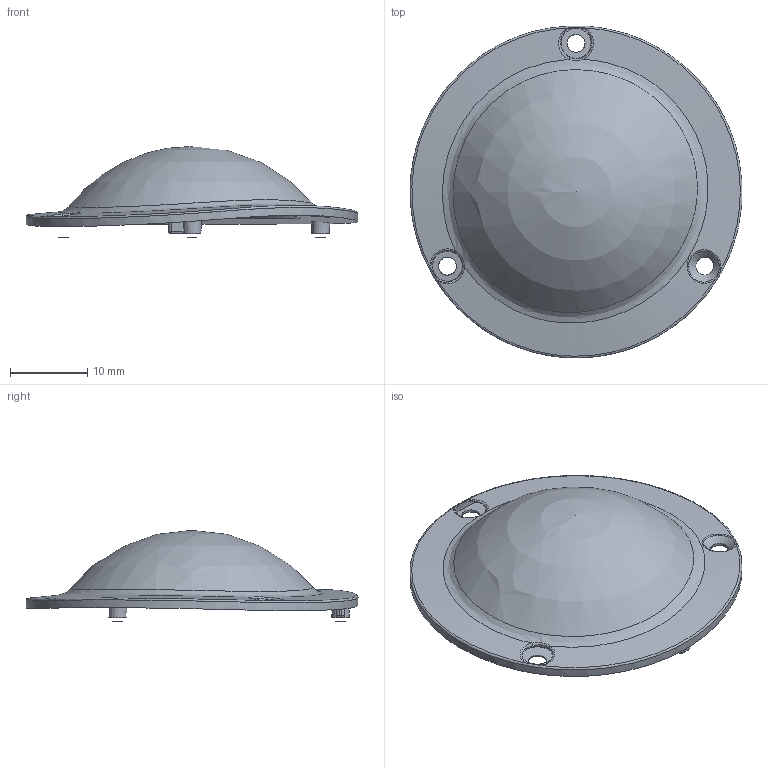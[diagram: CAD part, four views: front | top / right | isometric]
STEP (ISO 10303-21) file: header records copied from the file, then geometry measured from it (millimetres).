
FILE_DESCRIPTION(/* description */ (''),/* implementation_level */ '2;1');
FILE_NAME(/* name */ 'GatePlate Blank.step',/* time_stamp */ '2024-02-06T15:03:24-08:00',/* author */ (''),/* organization */ (''),/* preprocessor_version */ 'ST-DEVELOPER v20',/* originating_system */ 'Autodesk Translation Framework v12.14.0.127',/* authorisation */ '');
FILE_SCHEMA (('AUTOMOTIVE_DESIGN { 1 0 10303 214 3 1 1 }'));
Length unit declared in the file: millimetre
Products named in the file (1): GatePlateBlank
Bounding box: 43 x 43.01 x 11.82 mm (x, y, z)
Volume: 2708.9 mm3; surface area: 3496.5 mm2
Topology: 1 solids, 1 shells, 44 faces, 117 edges, 76 vertices
Faces by surface type: cone 15, bspline 13, plane 9, cylinder 5, sphere 2
Entity records: 2770 total; most frequent: CARTESIAN_POINT 1764, ORIENTED_EDGE 230, DIRECTION 151, EDGE_CURVE 115, VERTEX_POINT 76, AXIS2_PLACEMENT_3D 63, B_SPLINE_CURVE_WITH_KNOTS 59, EDGE_LOOP 53
